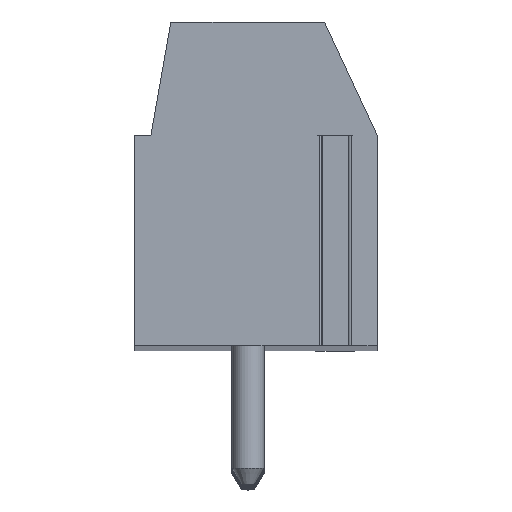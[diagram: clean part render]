
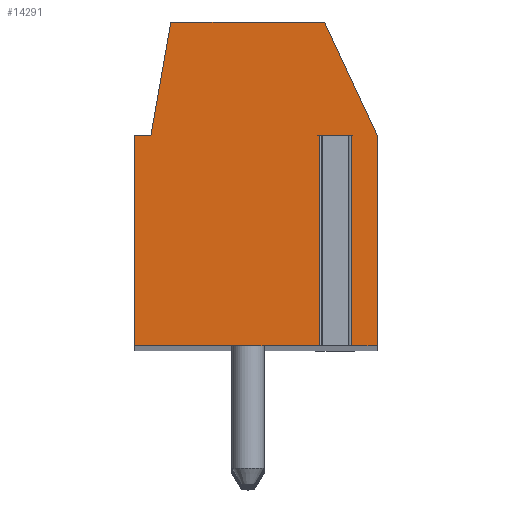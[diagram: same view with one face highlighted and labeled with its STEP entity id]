
A CAD part, top view. The second image highlights one B-rep face of the part: STEP entity #14291.
In plain terms, the highlighted planar face has unit normal (0, 0, 1).
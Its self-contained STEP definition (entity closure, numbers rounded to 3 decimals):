
#351=DIRECTION('',(-1.,0.,0.));
#352=VECTOR('',#351,0.996);
#353=CARTESIAN_POINT('',(2.948,1.5,92.5));
#354=LINE('',#353,#352);
#355=DIRECTION('',(0.,-1.,0.));
#356=VECTOR('',#355,6.5);
#357=CARTESIAN_POINT('',(1.952,1.5,92.5));
#358=LINE('',#357,#356);
#359=DIRECTION('',(1.,0.,0.));
#360=VECTOR('',#359,5.702);
#361=CARTESIAN_POINT('',(-3.75,-5.,92.5));
#362=LINE('',#361,#360);
#363=DIRECTION('',(0.,-1.,0.));
#364=VECTOR('',#363,6.5);
#365=CARTESIAN_POINT('',(-3.75,1.5,92.5));
#366=LINE('',#365,#364);
#367=DIRECTION('',(-1.,0.,0.));
#368=VECTOR('',#367,0.5);
#369=CARTESIAN_POINT('',(-3.25,1.5,92.5));
#370=LINE('',#369,#368);
#371=DIRECTION('',(-0.174,-0.985,0.));
#372=VECTOR('',#371,3.554);
#373=CARTESIAN_POINT('',(-2.633,5.,92.5));
#374=LINE('',#373,#372);
#375=DIRECTION('',(-1.,0.,0.));
#376=VECTOR('',#375,4.751);
#377=CARTESIAN_POINT('',(2.118,5.,92.5));
#378=LINE('',#377,#376);
#379=DIRECTION('',(-0.423,0.906,0.));
#380=VECTOR('',#379,3.862);
#381=CARTESIAN_POINT('',(3.75,1.5,92.5));
#382=LINE('',#381,#380);
#383=DIRECTION('',(0.,1.,0.));
#384=VECTOR('',#383,6.5);
#385=CARTESIAN_POINT('',(3.75,-5.,92.5));
#386=LINE('',#385,#384);
#387=DIRECTION('',(1.,0.,0.));
#388=VECTOR('',#387,0.802);
#389=CARTESIAN_POINT('',(2.948,-5.,92.5));
#390=LINE('',#389,#388);
#391=DIRECTION('',(0.,-1.,0.));
#392=VECTOR('',#391,6.5);
#393=CARTESIAN_POINT('',(2.948,1.5,92.5));
#394=LINE('',#393,#392);
#11035=CARTESIAN_POINT('',(3.75,-5.,92.5));
#11036=CARTESIAN_POINT('',(3.75,1.5,92.5));
#11037=VERTEX_POINT('',#11035);
#11038=VERTEX_POINT('',#11036);
#11039=CARTESIAN_POINT('',(2.118,5.,92.5));
#11040=VERTEX_POINT('',#11039);
#11041=CARTESIAN_POINT('',(-2.633,5.,92.5));
#11042=VERTEX_POINT('',#11041);
#11043=CARTESIAN_POINT('',(-3.25,1.5,92.5));
#11044=VERTEX_POINT('',#11043);
#11045=CARTESIAN_POINT('',(-3.75,1.5,92.5));
#11046=VERTEX_POINT('',#11045);
#11047=CARTESIAN_POINT('',(-3.75,-5.,92.5));
#11048=VERTEX_POINT('',#11047);
#11093=CARTESIAN_POINT('',(2.948,1.5,92.5));
#11094=CARTESIAN_POINT('',(1.952,1.5,92.5));
#11095=VERTEX_POINT('',#11093);
#11096=VERTEX_POINT('',#11094);
#11097=CARTESIAN_POINT('',(2.948,-5.,
92.5));
#11098=VERTEX_POINT('',#11097);
#11099=CARTESIAN_POINT('',(1.952,-5.,
92.5));
#11100=VERTEX_POINT('',#11099);
#14265=CARTESIAN_POINT('',(0.,0.,92.5));
#14266=DIRECTION('',(0.,0.,1.));
#14267=DIRECTION('',(1.,0.,0.));
#14268=AXIS2_PLACEMENT_3D('',#14265,#14266,#14267);
#14269=PLANE('',#14268);
#14271=ORIENTED_EDGE('',*,*,#14270,.T.);
#14273=ORIENTED_EDGE('',*,*,#14272,.T.);
#14274=ORIENTED_EDGE('',*,*,#14119,.F.);
#14276=ORIENTED_EDGE('',*,*,#14275,.F.);
#14278=ORIENTED_EDGE('',*,*,#14277,.F.);
#14280=ORIENTED_EDGE('',*,*,#14279,.F.);
#14282=ORIENTED_EDGE('',*,*,#14281,.F.);
#14284=ORIENTED_EDGE('',*,*,#14283,.F.);
#14286=ORIENTED_EDGE('',*,*,#14285,.F.);
#14287=ORIENTED_EDGE('',*,*,#14098,.F.);
#14288=ORIENTED_EDGE('',*,*,#14255,.F.);
#14289=EDGE_LOOP('',(#14271,#14273,#14274,#14276,#14278,#14280,#14282,#14284,
#14286,#14287,#14288));
#14290=FACE_OUTER_BOUND('',#14289,.F.);
#14098=EDGE_CURVE('',#11098,#11037,#390,.T.);
#14119=EDGE_CURVE('',#11048,#11100,#362,.T.);
#14255=EDGE_CURVE('',#11095,#11098,#394,.T.);
#14270=EDGE_CURVE('',#11095,#11096,#354,.T.);
#14272=EDGE_CURVE('',#11096,#11100,#358,.T.);
#14275=EDGE_CURVE('',#11046,#11048,#366,.T.);
#14277=EDGE_CURVE('',#11044,#11046,#370,.T.);
#14279=EDGE_CURVE('',#11042,#11044,#374,.T.);
#14281=EDGE_CURVE('',#11040,#11042,#378,.T.);
#14283=EDGE_CURVE('',#11038,#11040,#382,.T.);
#14285=EDGE_CURVE('',#11037,#11038,#386,.T.);
#14291=ADVANCED_FACE('',(#14290),#14269,.T.);
